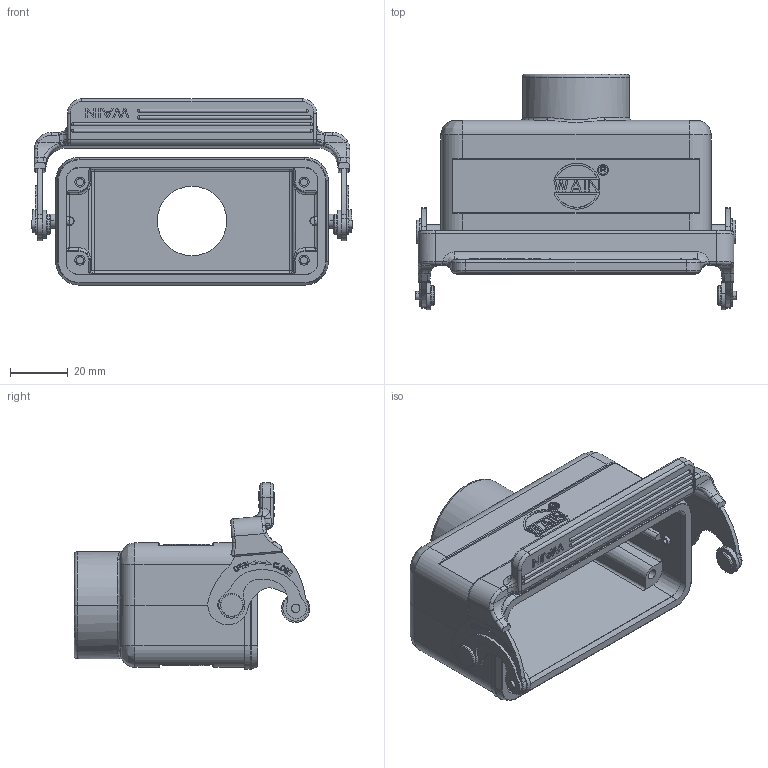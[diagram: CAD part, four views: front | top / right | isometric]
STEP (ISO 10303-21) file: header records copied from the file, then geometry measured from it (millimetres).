
FILE_DESCRIPTION((''),'2;1');
FILE_NAME('H16B-TE','2024-02-05T',('11539'),(''),'PRO/ENGINEER BY PARAMETRIC TECHNOLOGY CORPORATION, 2012480','PRO/ENGINEER BY PARAMETRIC TECHNOLOGY CORPORATION, 2012480','');
FILE_SCHEMA(('CONFIG_CONTROL_DESIGN'));
Length unit declared in the file: millimetre
Products named in the file (1): H16B-TE
Bounding box: 110.7 x 81.48 x 64.43 mm (x, y, z)
Volume: 75063.8 mm3; surface area: 43984.6 mm2
Topology: 1 solids, 1 shells, 1098 faces, 2912 edges, 1901 vertices
Faces by surface type: plane 539, cylinder 208, extrusion 179, bspline 58, cone 48, torus 44, sphere 18, revolution 4
Entity records: 38546 total; most frequent: CARTESIAN_POINT 11900, ORIENTED_EDGE 5788, DIRECTION 4959, EDGE_CURVE 2894, VERTEX_POINT 1901, VECTOR 1847, LINE 1668, AXIS2_PLACEMENT_3D 1554
